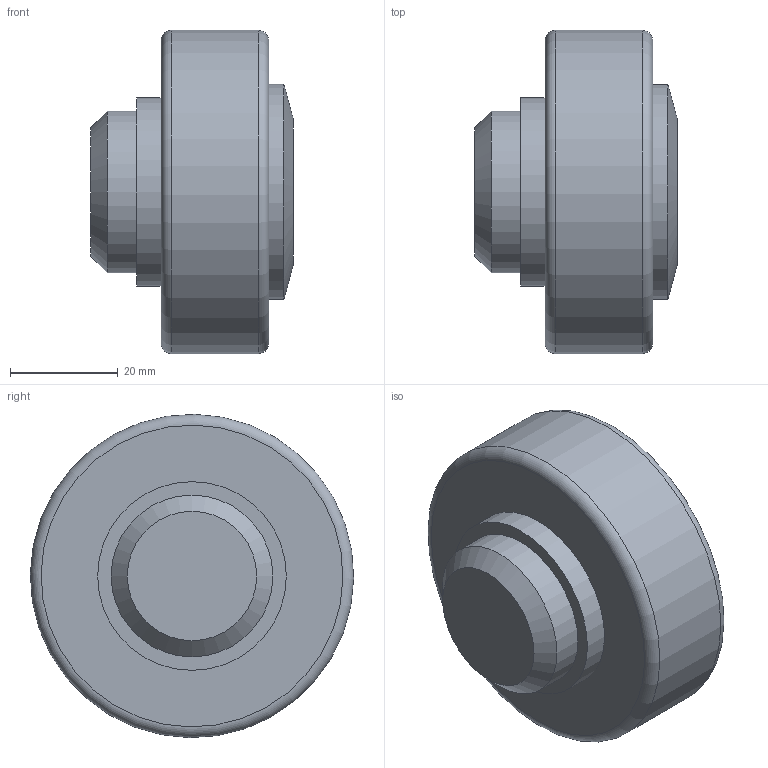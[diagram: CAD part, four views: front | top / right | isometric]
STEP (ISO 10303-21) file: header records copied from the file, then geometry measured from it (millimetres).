
FILE_DESCRIPTION((''),'2;1');
FILE_NAME('ALFATEC_AS 060.0360.stp','2013-10-01T10:52:08',('hipp'),(''),'Autodesk Inventor 2013','Autodesk Inventor 2013','');
FILE_SCHEMA(('CONFIG_CONTROL_DESIGN'));
Length unit declared in the file: millimetre
Products named in the file (1): ALFATEC_AS 060.3800_Shrinkwrap_1
Bounding box: 37.5 x 59.99 x 59.99 mm (x, y, z)
Volume: 71220.7 mm3; surface area: 10591.7 mm2
Topology: 1 solids, 1 shells, 13 faces, 22 edges, 14 vertices
Faces by surface type: plane 5, cylinder 4, cone 2, torus 2
Full cylindrical faces by diameter (mm): 30 x1, 35 x1, 40 x1, 60 x1
Entity records: 309 total; most frequent: DIRECTION 52, CARTESIAN_POINT 38, AXIS2_PLACEMENT_3D 26, ORIENTED_EDGE 24, EDGE_LOOP 24, FACE_OUTER_BOUND 13, ADVANCED_FACE 13, VERTEX_POINT 12
